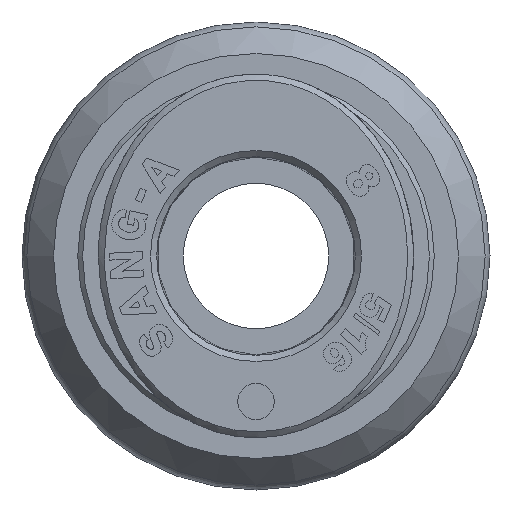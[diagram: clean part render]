
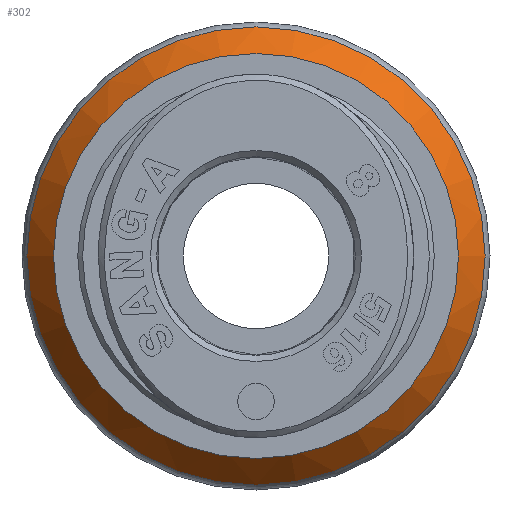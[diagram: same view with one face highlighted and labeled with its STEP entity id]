
A CAD part, left-side view. The second image highlights one B-rep face of the part: STEP entity #302.
In plain terms, the highlighted conical face has half-angle 37.082 degrees and reference radius 8.025 mm.
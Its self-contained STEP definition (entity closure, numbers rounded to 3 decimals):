
#271=CARTESIAN_POINT('',(1.768,6.602,0.));
#272=VERTEX_POINT('',#271);
#273=CARTESIAN_POINT('',(1.768,0.0,0.));
#274=DIRECTION('',(-1.0,0.0,0.0));
#275=DIRECTION('',(0.0,-1.0,0.0));
#276=AXIS2_PLACEMENT_3D('',#273,#274,#275);
#277=CIRCLE('',#276,6.602);
#278=EDGE_CURVE('',#272,#272,#277,.T.);
#283=CARTESIAN_POINT('',(3.65,0.0,0.0));
#284=DIRECTION('',(1.0,0.0,0.0));
#285=DIRECTION('',(0.0,1.0,0.0));
#286=AXIS2_PLACEMENT_3D('',#283,#284,#285);
#287=CONICAL_SURFACE('',#286,8.025,37.082);
#288=CARTESIAN_POINT('',(5.532,9.448,0.));
#289=VERTEX_POINT('',#288);
#290=CARTESIAN_POINT('',(5.532,0.0,0.));
#291=DIRECTION('',(1.0,0.0,0.0));
#292=DIRECTION('',(0.0,-1.0,0.0));
#293=AXIS2_PLACEMENT_3D('',#290,#291,#292);
#294=CIRCLE('',#293,9.448);
#295=EDGE_CURVE('',#289,#289,#294,.T.);
#296=ORIENTED_EDGE('',*,*,#295,.F.);
#297=EDGE_LOOP('',(#296));
#298=FACE_OUTER_BOUND('',#297,.T.);
#299=ORIENTED_EDGE('',*,*,#278,.F.);
#300=EDGE_LOOP('',(#299));
#301=FACE_BOUND('',#300,.T.);
#302=ADVANCED_FACE('',(#298,#301),#287,.T.);
